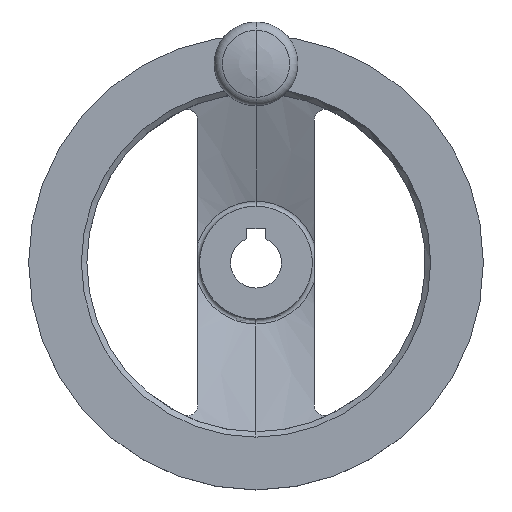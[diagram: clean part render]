
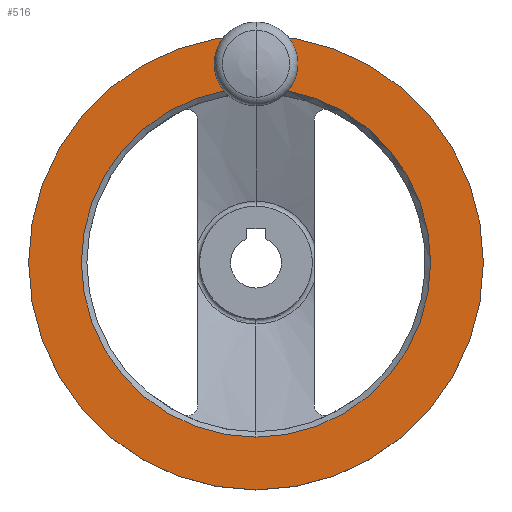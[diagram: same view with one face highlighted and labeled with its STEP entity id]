
A CAD part, top view. The second image highlights one B-rep face of the part: STEP entity #516.
In plain terms, the highlighted planar face has unit normal (0, 0, 1).
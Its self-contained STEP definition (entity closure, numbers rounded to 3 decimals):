
#322=EDGE_CURVE('',#542,#574,#861,.T.);
#400=VERTEX_POINT('',#956);
#468=VERTEX_POINT('',#1033);
#472=VERTEX_POINT('',#1037);
#482=EDGE_CURVE('',#468,#472,#1048,.T.);
#516=ADVANCED_FACE('',(#1083,#1084),#1085,.T.);
#542=VERTEX_POINT('',#1112);
#574=VERTEX_POINT('',#1146);
#680=EDGE_CURVE('',#400,#574,#1261,.T.);
#710=EDGE_CURVE('',#574,#542,#1295,.T.);
#728=EDGE_CURVE('',#472,#468,#1314,.T.);
#738=EDGE_CURVE('',#574,#400,#1324,.T.);
#861=CIRCLE('',#1529,48.0);
#956=CARTESIAN_POINT('',(0.,61.0,33.));
#1033=CARTESIAN_POINT('',(0.,62.5,33.));
#1037=CARTESIAN_POINT('',(0.,-62.5,33.));
#1048=CIRCLE('',#1840,62.5);
#1083=FACE_OUTER_BOUND('',#1907,.T.);
#1084=FACE_BOUND('',#1908,.T.);
#1085=PLANE('',#1909);
#1112=CARTESIAN_POINT('',(0.,-48.,33.));
#1146=CARTESIAN_POINT('',(0.,48.0,33.));
#1261=CIRCLE('',#2239,6.5);
#1295=CIRCLE('',#2291,48.0);
#1314=CIRCLE('',#2330,62.5);
#1324=CIRCLE('',#2343,6.5);
#1529=AXIS2_PLACEMENT_3D('',#2495,#2496,#2497);
#1840=AXIS2_PLACEMENT_3D('',#2798,#2799,#2800);
#1907=EDGE_LOOP('',(#2816,#2817));
#1908=EDGE_LOOP('',(#2818,#2819,#2820,#2821));
#1909=AXIS2_PLACEMENT_3D('',#2822,#2823,#2824);
#2239=AXIS2_PLACEMENT_3D('',#2999,#3000,#3001);
#2291=AXIS2_PLACEMENT_3D('',#3040,#3041,#3042);
#2330=AXIS2_PLACEMENT_3D('',#3056,#3057,#3058);
#2343=AXIS2_PLACEMENT_3D('',#3065,#3066,#3067);
#2495=CARTESIAN_POINT('',(0.,0.,33.));
#2496=DIRECTION('',(0.,0.,1.0));
#2497=DIRECTION('',(0.,1.0,0.));
#2798=CARTESIAN_POINT('',(0.,0.,33.));
#2799=DIRECTION('',(0.,0.,1.0));
#2800=DIRECTION('',(0.,1.0,0.));
#2816=ORIENTED_EDGE('',*,*,#482,.T.);
#2817=ORIENTED_EDGE('',*,*,#728,.T.);
#2818=ORIENTED_EDGE('',*,*,#710,.F.);
#2819=ORIENTED_EDGE('',*,*,#738,.T.);
#2820=ORIENTED_EDGE('',*,*,#680,.T.);
#2821=ORIENTED_EDGE('',*,*,#322,.F.);
#2822=CARTESIAN_POINT('',(0.,55.25,33.));
#2823=DIRECTION('',(0.,0.,1.0));
#2824=DIRECTION('',(0.,1.0,0.0));
#2999=CARTESIAN_POINT('',(0.,54.5,33.));
#3000=DIRECTION('',(0.,0.,-1.0));
#3001=DIRECTION('',(0.,-1.0,0.));
#3040=CARTESIAN_POINT('',(0.,0.,33.));
#3041=DIRECTION('',(0.,0.,1.0));
#3042=DIRECTION('',(0.,1.0,0.));
#3056=CARTESIAN_POINT('',(0.,0.,33.));
#3057=DIRECTION('',(0.,0.,1.0));
#3058=DIRECTION('',(0.,1.0,0.));
#3065=CARTESIAN_POINT('',(0.,54.5,33.));
#3066=DIRECTION('',(0.,0.,-1.0));
#3067=DIRECTION('',(0.,-1.0,0.));
